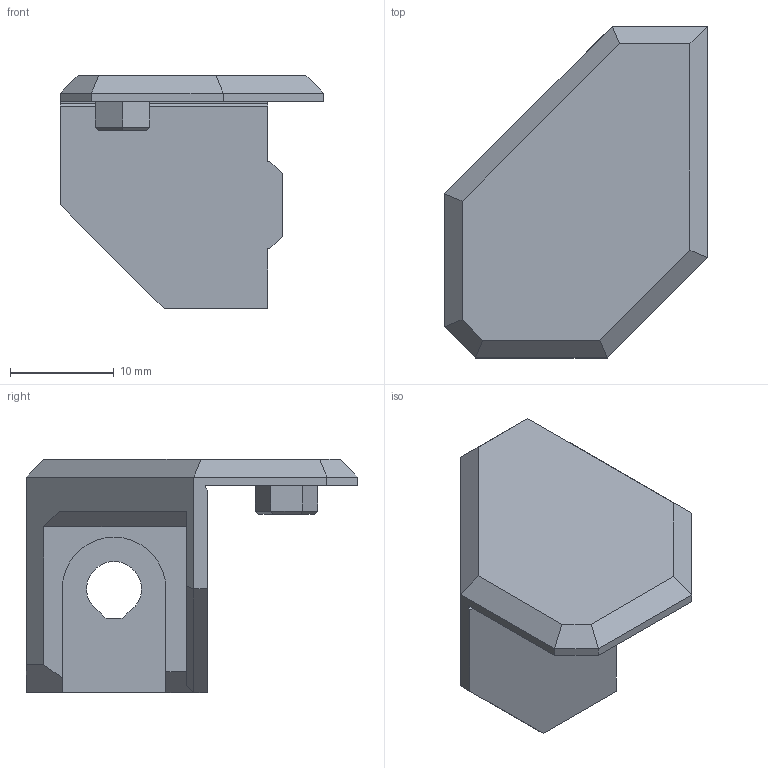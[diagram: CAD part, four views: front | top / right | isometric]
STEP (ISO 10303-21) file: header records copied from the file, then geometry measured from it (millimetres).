
FILE_DESCRIPTION(/* description */ (''),/* implementation_level */ '2;1');
FILE_NAME(/* name */ 'rambo_base_upper_mount.step',/* time_stamp */ '2018-02-13T20:37:57+01:00',/* author */ ('gregsaun'),/* organization */ (''),/* preprocessor_version */ 'ST-DEVELOPER v16.13',/* originating_system */ 'Autodesk Translation Framework v6.5.0.72',/* authorisation */ '');
FILE_SCHEMA (('AUTOMOTIVE_DESIGN { 1 0 10303 214 3 1 1 }'));
Length unit declared in the file: millimetre
Products named in the file (1): rambo_base_upper_mount
Bounding box: 25.4 x 32.05 x 22.5 mm (x, y, z)
Volume: 3873.9 mm3; surface area: 2988.3 mm2
Topology: 1 solids, 6 shells, 96 faces, 222 edges, 142 vertices
Faces by surface type: plane 91, cylinder 5
Full cylindrical faces by diameter (mm): 1.5 x2, 2.7 x1
Entity records: 2686 total; most frequent: CARTESIAN_POINT 461, ORIENTED_EDGE 444, DIRECTION 426, EDGE_CURVE 222, LINE 212, VECTOR 212, VERTEX_POINT 142, AXIS2_PLACEMENT_3D 107
